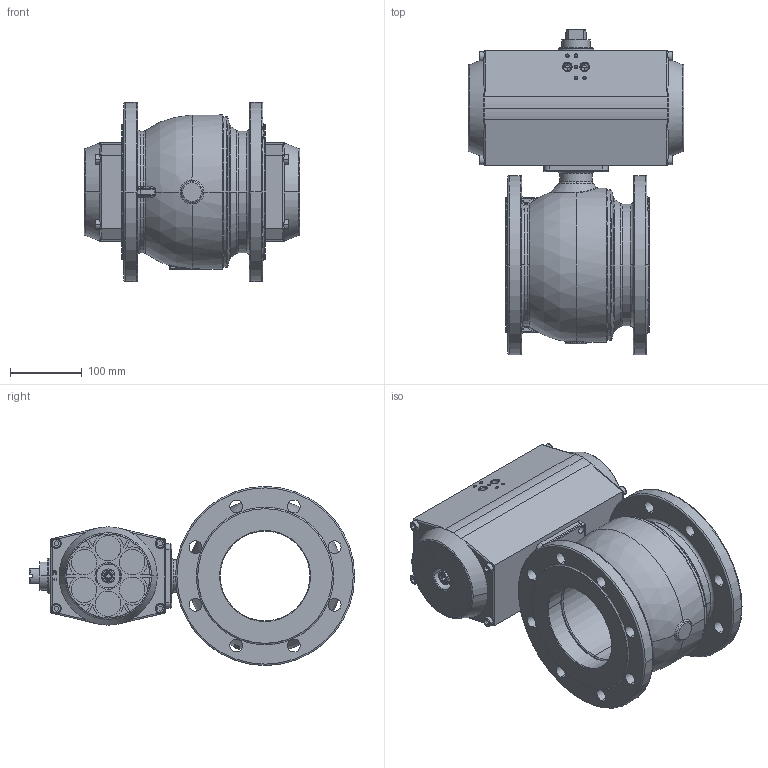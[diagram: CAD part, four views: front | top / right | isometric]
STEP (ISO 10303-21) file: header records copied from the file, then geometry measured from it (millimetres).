
FILE_DESCRIPTION(('STEP AP214'),'1');
FILE_NAME('valve_akp75-125-16-b-gte127-8f.stp','2018-01-08T07:31:27',('TraceParts'),('TraceParts S.A.'),'Spatial InterOp 3D',' ',' ');
FILE_SCHEMA(('automotive_design'));
Length unit declared in the file: millimetre
Products named in the file (1): valve_akp75-125-16-b-gte127-8f
Bounding box: 301 x 454 x 250 mm (x, y, z)
Volume: 6676495.4 mm3; surface area: 804359.9 mm2
Topology: 1 solids, 5 shells, 1426 faces, 3781 edges, 2390 vertices
Faces by surface type: plane 557, cylinder 458, cone 172, torus 115, bspline 107, sphere 17
Entity records: 63231 total; most frequent: CARTESIAN_POINT 16261, DIRECTION 7586, ORIENTED_EDGE 7474, EDGE_CURVE 3737, AXIS2_PLACEMENT_3D 2922, VERTEX_POINT 2390, LINE 1742, VECTOR 1742
